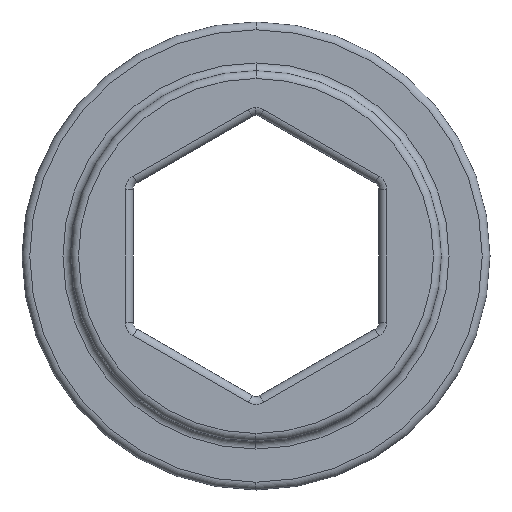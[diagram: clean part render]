
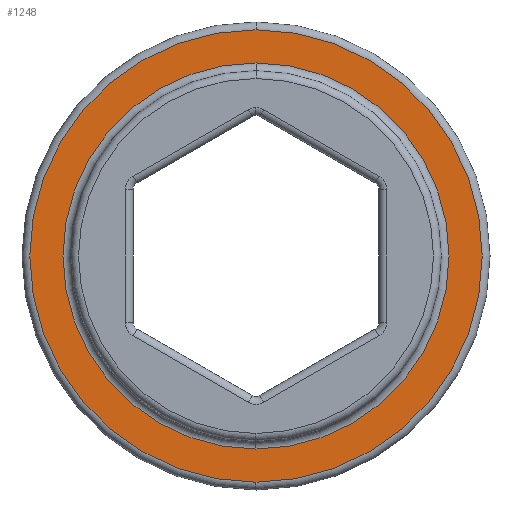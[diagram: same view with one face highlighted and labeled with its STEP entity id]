
A CAD part, left-side view. The second image highlights one B-rep face of the part: STEP entity #1248.
In plain terms, the highlighted planar face has unit normal (-1, 0, 0).
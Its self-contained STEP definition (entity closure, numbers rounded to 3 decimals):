
#19 = AXIS2_PLACEMENT_3D ( 'NONE', #913, #100, #117 ) ;
#39 = DIRECTION ( 'NONE',  ( 0., 0., 1. ) ) ;
#100 = DIRECTION ( 'NONE',  ( -1., 0., 0. ) ) ;
#117 = DIRECTION ( 'NONE',  ( 0., 0., 1. ) ) ;
#165 = DIRECTION ( 'NONE',  ( 1., 0., 0. ) ) ;
#173 = DIRECTION ( 'NONE',  ( 0., 0., 1. ) ) ;
#180 = ORIENTED_EDGE ( 'NONE', *, *, #1275, .T. ) ;
#225 = EDGE_CURVE ( 'NONE', #515, #895, #1410, .T. ) ;
#267 = CARTESIAN_POINT ( 'NONE',  ( -1., 0., 4.95 ) ) ;
#309 = ORIENTED_EDGE ( 'NONE', *, *, #962, .T. ) ;
#338 = DIRECTION ( 'NONE',  ( -1., 0., 0. ) ) ;
#341 = CARTESIAN_POINT ( 'NONE',  ( -1., 0., 5.8 ) ) ;
#346 = CARTESIAN_POINT ( 'NONE',  ( -1., 0., 0. ) ) ;
#360 = CARTESIAN_POINT ( 'NONE',  ( -1., 0., -4.95 ) ) ;
#448 = DIRECTION ( 'NONE',  ( 0., 0., 1. ) ) ;
#470 = DIRECTION ( 'NONE',  ( 0., 0., 1. ) ) ;
#515 = VERTEX_POINT ( 'NONE', #341 ) ;
#537 = CARTESIAN_POINT ( 'NONE',  ( -1., 0., 0. ) ) ;
#549 = AXIS2_PLACEMENT_3D ( 'NONE', #346, #338, #470 ) ;
#615 = AXIS2_PLACEMENT_3D ( 'NONE', #681, #963, #39 ) ;
#646 = ORIENTED_EDGE ( 'NONE', *, *, #1118, .T. ) ;
#681 = CARTESIAN_POINT ( 'NONE',  ( -1., 0., 0. ) ) ;
#691 = CIRCLE ( 'NONE', #1197, 4.95 ) ;
#747 = EDGE_LOOP ( 'NONE', ( #180, #646 ) ) ;
#802 = DIRECTION ( 'NONE',  ( 1., 0., 0. ) ) ;
#817 = CARTESIAN_POINT ( 'NONE',  ( -1., 0., 0. ) ) ;
#845 = CIRCLE ( 'NONE', #1477, 4.95 ) ;
#856 = EDGE_LOOP ( 'NONE', ( #986, #309 ) ) ;
#895 = VERTEX_POINT ( 'NONE', #1515 ) ;
#913 = CARTESIAN_POINT ( 'NONE',  ( -1., 4.75, 0. ) ) ;
#962 = EDGE_CURVE ( 'NONE', #895, #515, #990, .T. ) ;
#963 = DIRECTION ( 'NONE',  ( -1., 0., 0. ) ) ;
#986 = ORIENTED_EDGE ( 'NONE', *, *, #225, .T. ) ;
#990 = CIRCLE ( 'NONE', #615, 5.8 ) ;
#1030 = VERTEX_POINT ( 'NONE', #267 ) ;
#1118 = EDGE_CURVE ( 'NONE', #1398, #1030, #691, .T. ) ;
#1184 = FACE_BOUND ( 'NONE', #747, .T. ) ;
#1197 = AXIS2_PLACEMENT_3D ( 'NONE', #537, #165, #173 ) ;
#1248 = ADVANCED_FACE ( 'NONE', ( #1497, #1184 ), #1381, .T. ) ;
#1275 = EDGE_CURVE ( 'NONE', #1030, #1398, #845, .T. ) ;
#1381 = PLANE ( 'NONE',  #19 ) ;
#1398 = VERTEX_POINT ( 'NONE', #360 ) ;
#1410 = CIRCLE ( 'NONE', #549, 5.8 ) ;
#1477 = AXIS2_PLACEMENT_3D ( 'NONE', #817, #802, #448 ) ;
#1497 = FACE_OUTER_BOUND ( 'NONE', #856, .T. ) ;
#1515 = CARTESIAN_POINT ( 'NONE',  ( -1., 0., -5.8 ) ) ;
